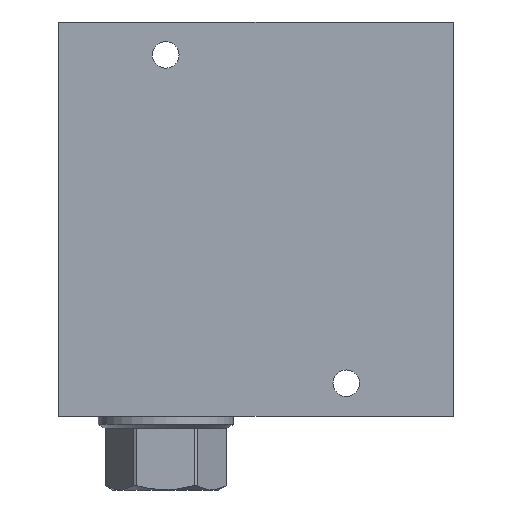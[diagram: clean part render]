
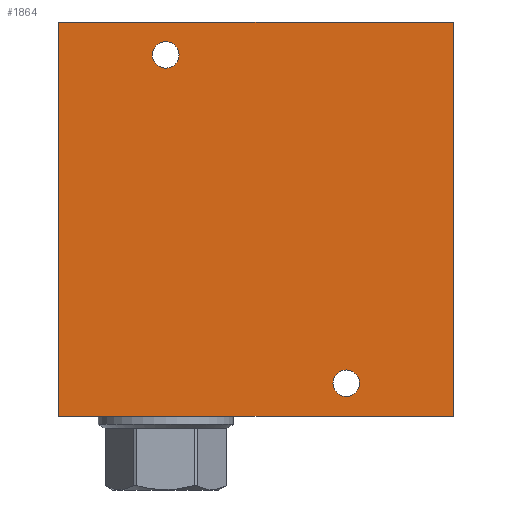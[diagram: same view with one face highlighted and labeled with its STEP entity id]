
A CAD part, front view. The second image highlights one B-rep face of the part: STEP entity #1864.
In plain terms, the highlighted planar face has unit normal (0, -1, 0).
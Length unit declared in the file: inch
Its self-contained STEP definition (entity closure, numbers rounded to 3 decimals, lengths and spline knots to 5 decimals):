
#5=DIRECTION('',(1.,0.,0.));
#6=VECTOR('',#5,6.);
#7=CARTESIAN_POINT('',(0.,-3.,0.));
#8=LINE('',#7,#6);
#75=DIRECTION('',(0.,0.,1.));
#76=VECTOR('',#75,6.);
#77=CARTESIAN_POINT('',(6.,-3.,0.));
#78=LINE('',#77,#76);
#89=DIRECTION('',(0.,0.,1.));
#90=VECTOR('',#89,6.);
#91=CARTESIAN_POINT('',(0.,-3.,0.));
#92=LINE('',#91,#90);
#93=CARTESIAN_POINT('',(1.625,-3.,5.5));
#94=DIRECTION('',(0.,-1.,0.));
#95=DIRECTION('',(-1.,0.,0.));
#96=AXIS2_PLACEMENT_3D('',#93,#94,#95);
#98=CARTESIAN_POINT('',(1.625,-3.,5.5));
#99=DIRECTION('',(0.,-1.,0.));
#100=DIRECTION('',(1.,0.,0.));
#101=AXIS2_PLACEMENT_3D('',#98,#99,#100);
#103=CARTESIAN_POINT('',(4.375,-3.,0.5));
#104=DIRECTION('',(0.,-1.,0.));
#105=DIRECTION('',(-1.,0.,0.));
#106=AXIS2_PLACEMENT_3D('',#103,#104,#105);
#108=CARTESIAN_POINT('',(4.375,-3.,0.5));
#109=DIRECTION('',(0.,-1.,0.));
#110=DIRECTION('',(1.,0.,0.));
#111=AXIS2_PLACEMENT_3D('',#108,#109,#110);
#125=DIRECTION('',(1.,0.,0.));
#126=VECTOR('',#125,6.);
#127=CARTESIAN_POINT('',(0.,-3.,6.));
#128=LINE('',#127,#126);
#1530=CARTESIAN_POINT('',(0.,-3.,0.));
#1532=VERTEX_POINT('',#1530);
#1533=CARTESIAN_POINT('',(6.,-3.,0.));
#1534=VERTEX_POINT('',#1533);
#1538=CARTESIAN_POINT('',(0.,-3.,6.));
#1540=VERTEX_POINT('',#1538);
#1541=CARTESIAN_POINT('',(6.,-3.,6.));
#1542=VERTEX_POINT('',#1541);
#1639=CARTESIAN_POINT('',(1.422,-3.,5.5));
#1640=CARTESIAN_POINT('',(1.828,-3.,5.5));
#1641=VERTEX_POINT('',#1639);
#1642=VERTEX_POINT('',#1640);
#1647=CARTESIAN_POINT('',(4.172,-3.,0.5));
#1648=CARTESIAN_POINT('',(4.578,-3.,0.5));
#1649=VERTEX_POINT('',#1647);
#1650=VERTEX_POINT('',#1648);
#1840=CARTESIAN_POINT('',(0.,-3.,0.));
#1841=DIRECTION('',(0.,-1.,0.));
#1842=DIRECTION('',(1.,0.,0.));
#1843=AXIS2_PLACEMENT_3D('',#1840,#1841,#1842);
#1844=PLANE('',#1843);
#1845=ORIENTED_EDGE('',*,*,#1752,.F.);
#1846=ORIENTED_EDGE('',*,*,#1777,.T.);
#1848=ORIENTED_EDGE('',*,*,#1847,.T.);
#1849=ORIENTED_EDGE('',*,*,#1826,.F.);
#1850=EDGE_LOOP('',(#1845,#1846,#1848,#1849));
#1851=FACE_OUTER_BOUND('',#1850,.F.);
#1853=ORIENTED_EDGE('',*,*,#1852,.T.);
#1855=ORIENTED_EDGE('',*,*,#1854,.T.);
#1856=EDGE_LOOP('',(#1853,#1855));
#1857=FACE_BOUND('',#1856,.F.);
#1859=ORIENTED_EDGE('',*,*,#1858,.T.);
#1861=ORIENTED_EDGE('',*,*,#1860,.T.);
#1862=EDGE_LOOP('',(#1859,#1861));
#1863=FACE_BOUND('',#1862,.F.);
#1864=ADVANCED_FACE('',(#1851,#1857,#1863),#1844,.T.);
#97=CIRCLE('',#96,0.203);
#102=CIRCLE('',#101,0.203);
#107=CIRCLE('',#106,0.203);
#112=CIRCLE('',#111,0.203);
#1752=EDGE_CURVE('',#1532,#1534,#8,.T.);
#1777=EDGE_CURVE('',#1532,#1540,#92,.T.);
#1826=EDGE_CURVE('',#1534,#1542,#78,.T.);
#1847=EDGE_CURVE('',#1540,#1542,#128,.T.);
#1852=EDGE_CURVE('',#1641,#1642,#97,.T.);
#1854=EDGE_CURVE('',#1642,#1641,#102,.T.);
#1858=EDGE_CURVE('',#1649,#1650,#107,.T.);
#1860=EDGE_CURVE('',#1650,#1649,#112,.T.);
